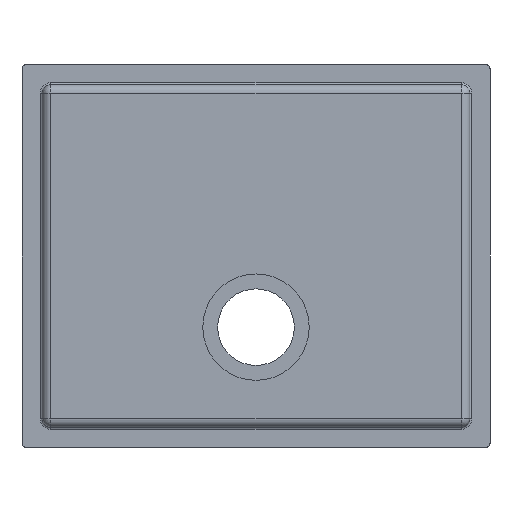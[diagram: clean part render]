
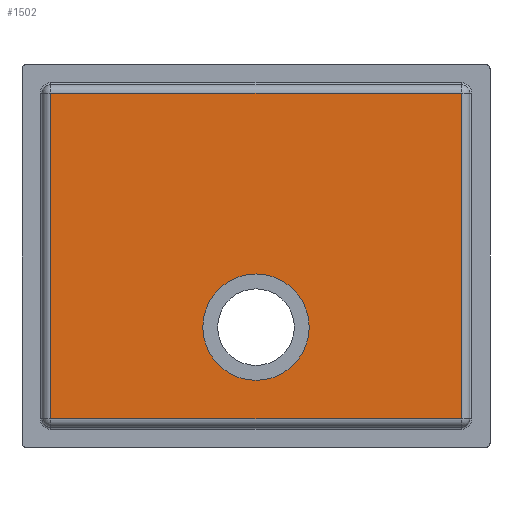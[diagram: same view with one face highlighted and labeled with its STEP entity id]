
A CAD part, front view. The second image highlights one B-rep face of the part: STEP entity #1502.
In plain terms, the highlighted planar face has unit normal (0, -1, 0).
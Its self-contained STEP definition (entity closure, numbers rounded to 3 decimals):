
#28 = DIRECTION ( 'NONE',  ( 0., 0., -1. ) ) ;
#57 = CARTESIAN_POINT ( 'NONE',  ( 0., -201.2, -83.6 ) ) ;
#66 = VECTOR ( 'NONE', #1462, 1000. ) ;
#73 = LINE ( 'NONE', #1148, #66 ) ;
#93 = VERTEX_POINT ( 'NONE', #856 ) ;
#229 = DIRECTION ( 'NONE',  ( 0., 0., -1. ) ) ;
#232 = VECTOR ( 'NONE', #28, 1000. ) ;
#241 = ORIENTED_EDGE ( 'NONE', *, *, #601, .T. ) ;
#265 = AXIS2_PLACEMENT_3D ( 'NONE', #2055, #918, #1417 ) ;
#284 = CARTESIAN_POINT ( 'NONE',  ( 0., -201.2, -146.1 ) ) ;
#455 = EDGE_CURVE ( 'NONE', #897, #838, #1235, .T. ) ;
#462 = ORIENTED_EDGE ( 'NONE', *, *, #455, .F. ) ;
#494 = LINE ( 'NONE', #1185, #1620 ) ;
#593 = CARTESIAN_POINT ( 'NONE',  ( 0., -201.2, 0. ) ) ;
#601 = EDGE_CURVE ( 'NONE', #1774, #93, #494, .T. ) ;
#712 = CIRCLE ( 'NONE', #265, 62.5 ) ;
#751 = VECTOR ( 'NONE', #1974, 1000. ) ;
#761 = ORIENTED_EDGE ( 'NONE', *, *, #1644, .T. ) ;
#838 = VERTEX_POINT ( 'NONE', #1432 ) ;
#856 = CARTESIAN_POINT ( 'NONE',  ( -241.2, -201.2, 191.2 ) ) ;
#895 = LINE ( 'NONE', #906, #232 ) ;
#897 = VERTEX_POINT ( 'NONE', #284 ) ;
#906 = CARTESIAN_POINT ( 'NONE',  ( -241.2, -201.2, -201.2 ) ) ;
#918 = DIRECTION ( 'NONE',  ( 0., -1., 0. ) ) ;
#936 = EDGE_CURVE ( 'NONE', #1896, #1774, #1486, .T. ) ;
#1026 = DIRECTION ( 'NONE',  ( -1., 0., 0. ) ) ;
#1058 = CARTESIAN_POINT ( 'NONE',  ( 241.2, -201.2, -191.2 ) ) ;
#1067 = VERTEX_POINT ( 'NONE', #1247 ) ;
#1148 = CARTESIAN_POINT ( 'NONE',  ( 251.2, -201.2, -191.2 ) ) ;
#1185 = CARTESIAN_POINT ( 'NONE',  ( -251.2, -201.2, 191.2 ) ) ;
#1235 = CIRCLE ( 'NONE', #1765, 62.5 ) ;
#1247 = CARTESIAN_POINT ( 'NONE',  ( -241.2, -201.2, -191.2 ) ) ;
#1265 = ORIENTED_EDGE ( 'NONE', *, *, #1488, .T. ) ;
#1280 = DIRECTION ( 'NONE',  ( 0., -1., 0. ) ) ;
#1404 = EDGE_LOOP ( 'NONE', ( #1576, #462 ) ) ;
#1417 = DIRECTION ( 'NONE',  ( 0., 0., -1. ) ) ;
#1432 = CARTESIAN_POINT ( 'NONE',  ( 0., -201.2, -21.1 ) ) ;
#1458 = PLANE ( 'NONE',  #2043 ) ;
#1462 = DIRECTION ( 'NONE',  ( 1., 0., 0. ) ) ;
#1486 = LINE ( 'NONE', #1795, #751 ) ;
#1488 = EDGE_CURVE ( 'NONE', #93, #1067, #895, .T. ) ;
#1495 = EDGE_CURVE ( 'NONE', #838, #897, #712, .T. ) ;
#1502 = ADVANCED_FACE ( 'NONE', ( #2115, #2094 ), #1458, .T. ) ;
#1509 = ORIENTED_EDGE ( 'NONE', *, *, #936, .T. ) ;
#1576 = ORIENTED_EDGE ( 'NONE', *, *, #1495, .F. ) ;
#1600 = EDGE_LOOP ( 'NONE', ( #1509, #241, #1265, #761 ) ) ;
#1604 = DIRECTION ( 'NONE',  ( 0., 0., -1. ) ) ;
#1620 = VECTOR ( 'NONE', #1026, 1000. ) ;
#1644 = EDGE_CURVE ( 'NONE', #1067, #1896, #73, .T. ) ;
#1648 = CARTESIAN_POINT ( 'NONE',  ( 241.2, -201.2, 191.2 ) ) ;
#1758 = DIRECTION ( 'NONE',  ( 0., -1., 0. ) ) ;
#1765 = AXIS2_PLACEMENT_3D ( 'NONE', #57, #1758, #1604 ) ;
#1774 = VERTEX_POINT ( 'NONE', #1648 ) ;
#1795 = CARTESIAN_POINT ( 'NONE',  ( 241.2, -201.2, 201.2 ) ) ;
#1896 = VERTEX_POINT ( 'NONE', #1058 ) ;
#1974 = DIRECTION ( 'NONE',  ( 0., 0., 1. ) ) ;
#2043 = AXIS2_PLACEMENT_3D ( 'NONE', #593, #1280, #229 ) ;
#2055 = CARTESIAN_POINT ( 'NONE',  ( 0., -201.2, -83.6 ) ) ;
#2094 = FACE_OUTER_BOUND ( 'NONE', #1600, .T. ) ;
#2115 = FACE_BOUND ( 'NONE', #1404, .T. ) ;
